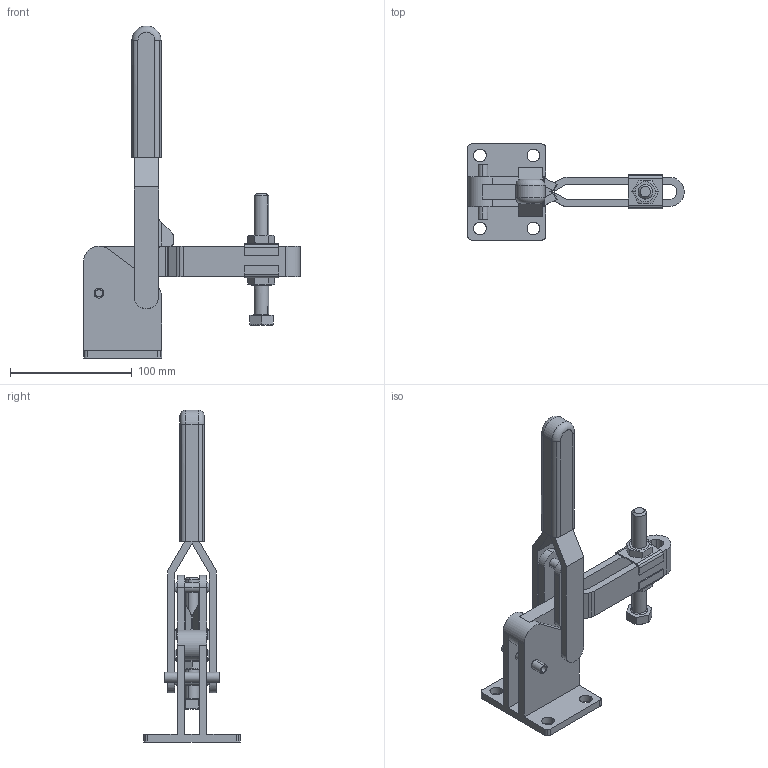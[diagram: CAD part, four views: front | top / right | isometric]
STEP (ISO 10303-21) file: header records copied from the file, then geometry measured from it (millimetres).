
FILE_DESCRIPTION(('CATIA V5 STEP Exchange'),'2;1');
FILE_NAME('VERTIKALSPANNER_TS_V_545_UB_357867.stp','2018-08-16T12:08:58+00:00',('none'),('none'),'CATIA Version 5 Release 19 SP 9 (IN-10)','CATIA V5 STEP AP214','none');
FILE_SCHEMA(('AUTOMOTIVE_DESIGN { 1 0 10303 214 1 1 1 1 }'));
Length unit declared in the file: millimetre
Products named in the file (1): VERTIKALSPANNER_TS_V_545_UB_357867
Bounding box: 177.98 x 79 x 273 mm (x, y, z)
Volume: 258194.5 mm3; surface area: 87593.4 mm2
Topology: 1 solids, 1 shells, 259 faces, 778 edges, 527 vertices
Faces by surface type: cylinder 131, plane 114, torus 12, cone 2
Entity records: 9831 total; most frequent: CARTESIAN_POINT 3079, ORIENTED_EDGE 1556, DIRECTION 1093, EDGE_CURVE 778, VERTEX_POINT 527, AXIS2_PLACEMENT_3D 442, VECTOR 407, LINE 407
